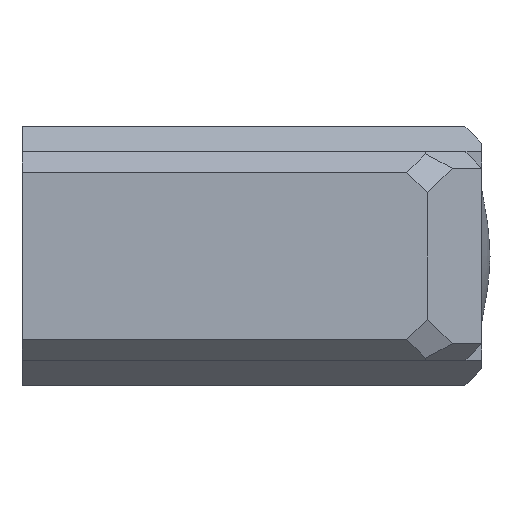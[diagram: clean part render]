
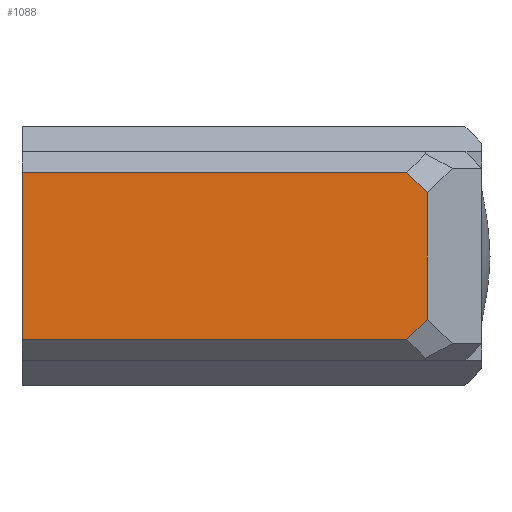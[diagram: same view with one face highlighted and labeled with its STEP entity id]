
A CAD part, front view. The second image highlights one B-rep face of the part: STEP entity #1088.
In plain terms, the highlighted planar face has unit normal (0.018, -1, 0).
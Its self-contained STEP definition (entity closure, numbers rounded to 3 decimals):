
#107=LINE('',#1674,#227);
#110=LINE('',#1679,#230);
#111=LINE('',#1681,#231);
#112=LINE('',#1683,#232);
#113=LINE('',#1685,#233);
#114=LINE('',#1686,#234);
#227=VECTOR('',#1325,3.475);
#230=VECTOR('',#1330,15.13);
#231=VECTOR('',#1331,3.475);
#232=VECTOR('',#1332,46.029);
#233=VECTOR('',#1333,20.);
#234=VECTOR('',#1334,46.029);
#310=PLANE('',#1159);
#365=FACE_OUTER_BOUND('',#431,.T.);
#431=EDGE_LOOP('',(#861,#862,#863,#864,#865,#866));
#562=VERTEX_POINT('',#1672);
#563=VERTEX_POINT('',#1673);
#564=VERTEX_POINT('',#1678);
#565=VERTEX_POINT('',#1680);
#566=VERTEX_POINT('',#1682);
#567=VERTEX_POINT('',#1684);
#678=EDGE_CURVE('',#562,#563,#107,.T.);
#681=EDGE_CURVE('',#562,#564,#110,.T.);
#682=EDGE_CURVE('',#565,#564,#111,.T.);
#683=EDGE_CURVE('',#566,#565,#112,.T.);
#684=EDGE_CURVE('',#567,#566,#113,.T.);
#685=EDGE_CURVE('',#563,#567,#114,.T.);
#861=ORIENTED_EDGE('',*,*,#678,.F.);
#862=ORIENTED_EDGE('',*,*,#681,.T.);
#863=ORIENTED_EDGE('',*,*,#682,.F.);
#864=ORIENTED_EDGE('',*,*,#683,.F.);
#865=ORIENTED_EDGE('',*,*,#684,.F.);
#866=ORIENTED_EDGE('',*,*,#685,.F.);
#1088=ADVANCED_FACE('',(#365),#310,.T.);
#1159=AXIS2_PLACEMENT_3D('',#1677,#1328,#1329);
#1325=DIRECTION('',(-0.713,-0.012,-0.701));
#1328=DIRECTION('center_axis',(0.017,-1.,0.));
#1329=DIRECTION('ref_axis',(0.,0.,-1.));
#1330=DIRECTION('',(0.,0.,1.));
#1331=DIRECTION('',(0.713,0.012,-0.701));
#1332=DIRECTION('',(1.,0.017,0.));
#1333=DIRECTION('',(0.,0.,1.));
#1334=DIRECTION('',(-1.,-0.017,0.));
#1672=CARTESIAN_POINT('',(-6.5,-56.653,-7.565));
#1673=CARTESIAN_POINT('',(-8.978,-56.697,-10.));
#1674=CARTESIAN_POINT('',(-5.261,-56.632,-6.347));
#1677=CARTESIAN_POINT('Origin',(-6.5,-56.653,0.));
#1678=CARTESIAN_POINT('',(-6.5,-56.653,7.565));
#1679=CARTESIAN_POINT('',(-6.5,-56.653,0.));
#1680=CARTESIAN_POINT('',(-8.978,-56.697,10.));
#1681=CARTESIAN_POINT('',(-5.259,-56.632,6.345));
#1682=CARTESIAN_POINT('',(-55.,-57.5,10.));
#1683=CARTESIAN_POINT('',(-29.869,-57.061,10.));
#1684=CARTESIAN_POINT('',(-55.,-57.5,-10.));
#1685=CARTESIAN_POINT('',(-55.,-57.5,0.));
#1686=CARTESIAN_POINT('',(-30.786,-57.077,-10.));
